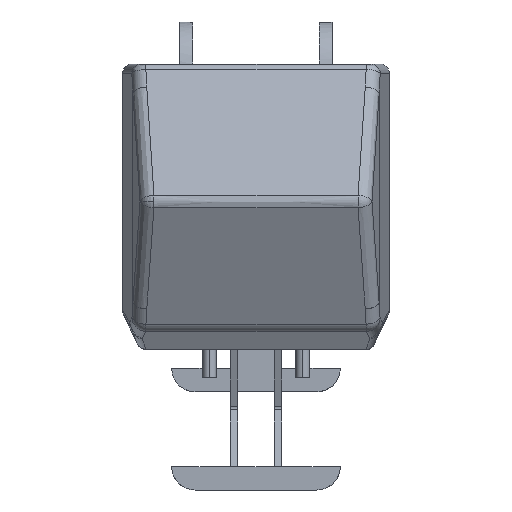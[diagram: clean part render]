
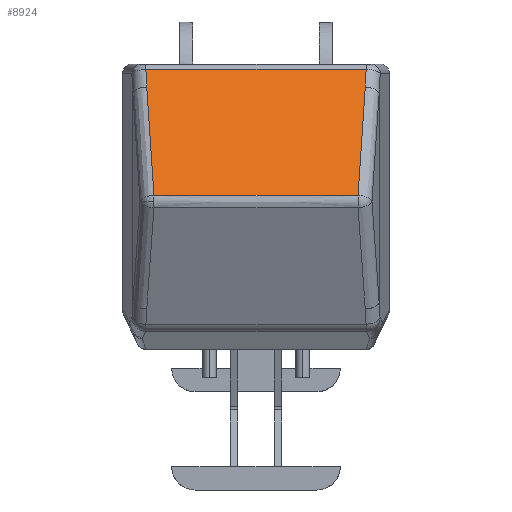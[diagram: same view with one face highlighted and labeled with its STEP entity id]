
A CAD part, left-side view. The second image highlights one B-rep face of the part: STEP entity #8924.
In plain terms, the highlighted planar face has unit normal (-0.903, 0, 0.43).
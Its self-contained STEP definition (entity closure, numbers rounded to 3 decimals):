
#19 = B_SPLINE_CURVE_WITH_KNOTS ( 'NONE', 3,
 ( #11542, #4109, #19010, #2524 ),
 .UNSPECIFIED., .F., .F.,
 ( 4, 4 ),
 ( 0., 1. ),
 .UNSPECIFIED. ) ;
#704 = B_SPLINE_CURVE_WITH_KNOTS ( 'NONE', 3,
 ( #8901, #8611, #7239, #12872 ),
 .UNSPECIFIED., .F., .F.,
 ( 4, 4 ),
 ( 0., 1. ),
 .UNSPECIFIED. ) ;
#1115 = EDGE_CURVE ( 'NONE', #5466, #12410, #704, .T. ) ;
#2052 = CARTESIAN_POINT ( 'NONE',  ( -18268.189, 363.442, -1852.048 ) ) ;
#2407 = ORIENTED_EDGE ( 'NONE', *, *, #5090, .F. ) ;
#2524 = CARTESIAN_POINT ( 'NONE',  ( -17716.934, 1167.047, -695.359 ) ) ;
#3328 = CARTESIAN_POINT ( 'NONE',  ( -18268.189, -1090.327, -1852.048 ) ) ;
#3371 = CARTESIAN_POINT ( 'NONE',  ( -17716.934, 1167.047, -695.359 ) ) ;
#3664 = CARTESIAN_POINT ( 'NONE',  ( -18268.189, -1090.327, -1852.048 ) ) ;
#3932 = VERTEX_POINT ( 'NONE', #3371 ) ;
#3957 = CARTESIAN_POINT ( 'NONE',  ( -17627.155, 1176.84, -506.978 ) ) ;
#4109 = CARTESIAN_POINT ( 'NONE',  ( -18084.437, 1115.9, -1466.485 ) ) ;
#4261 = B_SPLINE_CURVE_WITH_KNOTS ( 'NONE', 3,
 ( #13317, #13029, #6994, #19336 ),
 .UNSPECIFIED., .F., .F.,
 ( 4, 4 ),
 ( 0., 1. ),
 .UNSPECIFIED. ) ;
#4623 = VERTEX_POINT ( 'NONE', #17908 ) ;
#4961 = AXIS2_PLACEMENT_3D ( 'NONE', #8633, #11831, #8537 ) ;
#5076 = B_SPLINE_CURVE_WITH_KNOTS ( 'NONE', 3,
 ( #18211, #13778, #13873, #10587 ),
 .UNSPECIFIED., .F., .F.,
 ( 4, 4 ),
 ( 0., 1. ),
 .UNSPECIFIED. ) ;
#5090 = EDGE_CURVE ( 'NONE', #12410, #8133, #5076, .T. ) ;
#5385 = PLANE ( 'NONE',  #4961 ) ;
#5466 = VERTEX_POINT ( 'NONE', #13972 ) ;
#6512 = ORIENTED_EDGE ( 'NONE', *, *, #9219, .F. ) ;
#6526 = ORIENTED_EDGE ( 'NONE', *, *, #14063, .F. ) ;
#6650 = EDGE_CURVE ( 'NONE', #10428, #5466, #4261, .T. ) ;
#6919 = CARTESIAN_POINT ( 'NONE',  ( -17657.081, 1173.575, -569.772 ) ) ;
#6994 = CARTESIAN_POINT ( 'NONE',  ( -17627.155, -392.28, -506.978 ) ) ;
#7239 = CARTESIAN_POINT ( 'NONE',  ( -17687.007, -1170.311, -632.566 ) ) ;
#7289 = B_SPLINE_CURVE_WITH_KNOTS ( 'NONE', 3,
 ( #3328, #8150, #2052, #12428 ),
 .UNSPECIFIED., .F., .F.,
 ( 4, 4 ),
 ( 0., 1. ),
 .UNSPECIFIED. ) ;
#7825 = B_SPLINE_CURVE_WITH_KNOTS ( 'NONE', 3,
 ( #12855, #8884, #6919, #3957 ),
 .UNSPECIFIED., .F., .F.,
 ( 4, 4 ),
 ( 0., 1. ),
 .UNSPECIFIED. ) ;
#8133 = VERTEX_POINT ( 'NONE', #3664 ) ;
#8150 = CARTESIAN_POINT ( 'NONE',  ( -18268.189, -363.442, -1852.048 ) ) ;
#8537 = DIRECTION ( 'NONE',  ( 0., -1., 0. ) ) ;
#8611 = CARTESIAN_POINT ( 'NONE',  ( -17657.081, -1173.575, -569.772 ) ) ;
#8633 = CARTESIAN_POINT ( 'NONE',  ( -17240.144, 0., 305.08 ) ) ;
#8884 = CARTESIAN_POINT ( 'NONE',  ( -17687.007, 1170.311, -632.566 ) ) ;
#8901 = CARTESIAN_POINT ( 'NONE',  ( -17627.155, -1176.84, -506.978 ) ) ;
#8924 = ADVANCED_FACE ( 'NONE', ( #18801 ), #5385, .F. ) ;
#9219 = EDGE_CURVE ( 'NONE', #3932, #10428, #7825, .T. ) ;
#9574 = ORIENTED_EDGE ( 'NONE', *, *, #6650, .F. ) ;
#9761 = CARTESIAN_POINT ( 'NONE',  ( -17716.934, -1167.047, -695.359 ) ) ;
#10428 = VERTEX_POINT ( 'NONE', #10452 ) ;
#10452 = CARTESIAN_POINT ( 'NONE',  ( -17627.155, 1176.84, -506.978 ) ) ;
#10587 = CARTESIAN_POINT ( 'NONE',  ( -18268.189, -1090.327, -1852.048 ) ) ;
#11542 = CARTESIAN_POINT ( 'NONE',  ( -18268.189, 1090.327, -1852.048 ) ) ;
#11831 = DIRECTION ( 'NONE',  ( 0.903, 0., -0.43 ) ) ;
#12265 = EDGE_LOOP ( 'NONE', ( #13121, #6526, #2407, #16191, #9574, #6512 ) ) ;
#12410 = VERTEX_POINT ( 'NONE', #9761 ) ;
#12428 = CARTESIAN_POINT ( 'NONE',  ( -18268.189, 1090.327, -1852.048 ) ) ;
#12855 = CARTESIAN_POINT ( 'NONE',  ( -17716.934, 1167.047, -695.359 ) ) ;
#12872 = CARTESIAN_POINT ( 'NONE',  ( -17716.934, -1167.047, -695.359 ) ) ;
#13029 = CARTESIAN_POINT ( 'NONE',  ( -17627.155, 392.28, -506.978 ) ) ;
#13121 = ORIENTED_EDGE ( 'NONE', *, *, #14201, .F. ) ;
#13317 = CARTESIAN_POINT ( 'NONE',  ( -17627.155, 1176.84, -506.978 ) ) ;
#13778 = CARTESIAN_POINT ( 'NONE',  ( -17900.685, -1141.473, -1080.922 ) ) ;
#13873 = CARTESIAN_POINT ( 'NONE',  ( -18084.437, -1115.9, -1466.485 ) ) ;
#13972 = CARTESIAN_POINT ( 'NONE',  ( -17627.155, -1176.84, -506.978 ) ) ;
#14063 = EDGE_CURVE ( 'NONE', #8133, #4623, #7289, .T. ) ;
#14201 = EDGE_CURVE ( 'NONE', #4623, #3932, #19, .T. ) ;
#16191 = ORIENTED_EDGE ( 'NONE', *, *, #1115, .F. ) ;
#17908 = CARTESIAN_POINT ( 'NONE',  ( -18268.189, 1090.327, -1852.048 ) ) ;
#18211 = CARTESIAN_POINT ( 'NONE',  ( -17716.934, -1167.047, -695.359 ) ) ;
#18801 = FACE_OUTER_BOUND ( 'NONE', #12265, .T. ) ;
#19010 = CARTESIAN_POINT ( 'NONE',  ( -17900.685, 1141.473, -1080.922 ) ) ;
#19336 = CARTESIAN_POINT ( 'NONE',  ( -17627.155, -1176.84, -506.978 ) ) ;
